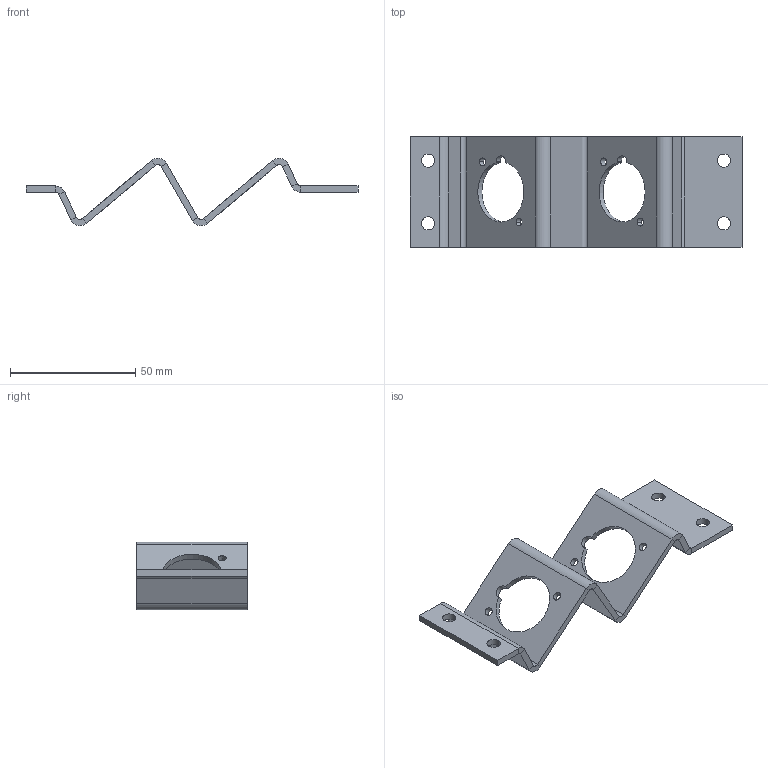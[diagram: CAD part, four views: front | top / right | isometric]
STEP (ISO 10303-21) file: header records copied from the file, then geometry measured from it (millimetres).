
FILE_DESCRIPTION((''),'2;1');
FILE_NAME('D-NZPFD-2','2013-02-20T',('kma'),(''),'PRO/ENGINEER BY PARAMETRIC TECHNOLOGY CORPORATION, 2012200','PRO/ENGINEER BY PARAMETRIC TECHNOLOGY CORPORATION, 2012200','');
FILE_SCHEMA(('AUTOMOTIVE_DESIGN_CC2 { 1 2 10303 214 -1 1 5 2 }'));
Length unit declared in the file: millimetre
Products named in the file (1): D-NZPFD-2
Bounding box: 132.5 x 44 x 26.93 mm (x, y, z)
Volume: 16909.7 mm3; surface area: 15296 mm2
Topology: 1 solids, 1 shells, 78 faces, 180 edges, 104 vertices
Faces by surface type: plane 46, cylinder 32
Entity records: 2410 total; most frequent: DIRECTION 400, CARTESIAN_POINT 362, ORIENTED_EDGE 360, COLOUR_RGB 192, EDGE_CURVE 180, AXIS2_PLACEMENT_3D 142, VECTOR 116, LINE 116
